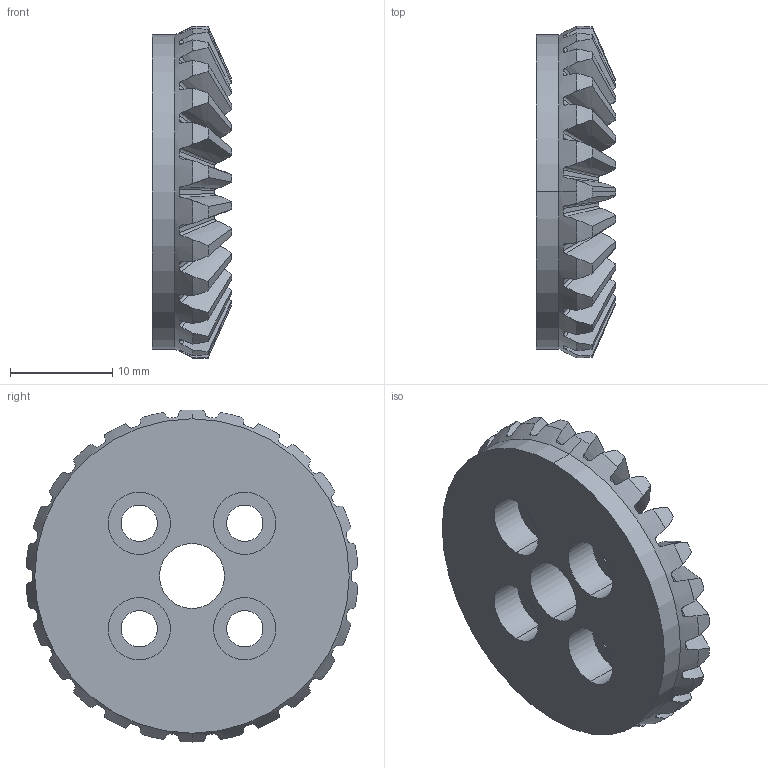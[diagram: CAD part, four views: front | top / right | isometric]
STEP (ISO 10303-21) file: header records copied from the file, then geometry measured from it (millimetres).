
FILE_DESCRIPTION (( 'STEP AP203' ), '1' );
FILE_NAME ('615460.STEP', '2017-06-29T15:42:39', ( '' ), ( '' ), 'SwSTEP 2.0', 'SolidWorks 2016', '' );
FILE_SCHEMA (( 'CONFIG_CONTROL_DESIGN' ));
Length unit declared in the file: inch
Products named in the file (1): 615460
Bounding box: 7.77 x 32.47 x 32.51 mm (x, y, z)
Volume: 3749.7 mm3; surface area: 2961.6 mm2
Topology: 1 solids, 1 shells, 214 faces, 620 edges, 412 vertices
Faces by surface type: bspline 130, cylinder 47, cone 31, plane 6
Entity records: 8391 total; most frequent: CARTESIAN_POINT 3769, ORIENTED_EDGE 1240, EDGE_CURVE 620, DIRECTION 552, VERTEX_POINT 412, B_SPLINE_CURVE_WITH_KNOTS 364, EDGE_LOOP 228, FACE_OUTER_BOUND 214
